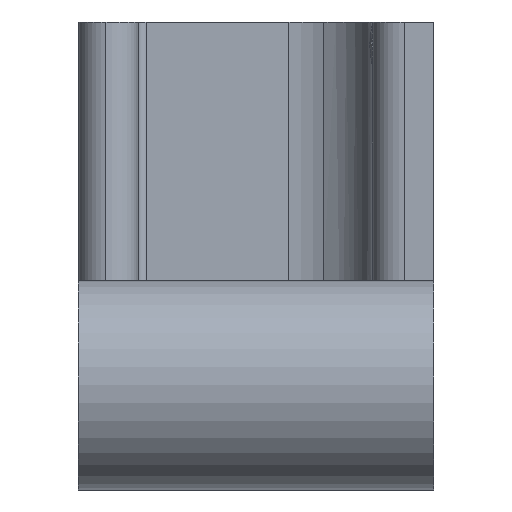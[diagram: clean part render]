
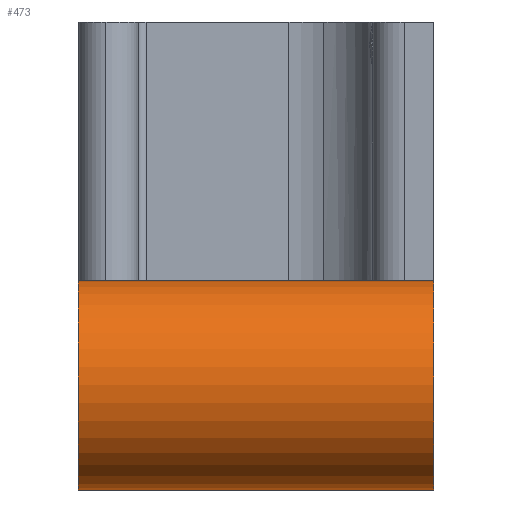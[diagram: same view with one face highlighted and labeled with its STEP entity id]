
A CAD part, left-side view. The second image highlights one B-rep face of the part: STEP entity #473.
In plain terms, the highlighted cylindrical face has radius 3.25 mm (diameter 6.5 mm), a partial arc.
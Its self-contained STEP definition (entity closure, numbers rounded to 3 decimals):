
#44=CIRCLE('',#533,3.25);
#45=CIRCLE('',#534,3.25);
#61=CYLINDRICAL_SURFACE('',#532,3.25);
#83=FACE_OUTER_BOUND('',#108,.T.);
#108=EDGE_LOOP('',(#418,#419,#420,#421));
#145=LINE('',#1050,#183);
#150=LINE('',#1069,#188);
#183=VECTOR('',#633,10.);
#188=VECTOR('',#652,10.);
#226=VERTEX_POINT('',#1047);
#227=VERTEX_POINT('',#1049);
#232=VERTEX_POINT('',#1065);
#234=VERTEX_POINT('',#1068);
#288=EDGE_CURVE('',#227,#226,#145,.T.);
#297=EDGE_CURVE('',#232,#234,#150,.T.);
#302=EDGE_CURVE('',#232,#227,#44,.T.);
#303=EDGE_CURVE('',#234,#226,#45,.T.);
#418=ORIENTED_EDGE('',*,*,#302,.T.);
#419=ORIENTED_EDGE('',*,*,#288,.T.);
#420=ORIENTED_EDGE('',*,*,#303,.F.);
#421=ORIENTED_EDGE('',*,*,#297,.F.);
#473=ADVANCED_FACE('',(#83),#61,.T.);
#532=AXIS2_PLACEMENT_3D('',#1076,#661,#662);
#533=AXIS2_PLACEMENT_3D('',#1077,#663,#664);
#534=AXIS2_PLACEMENT_3D('',#1078,#665,#666);
#633=DIRECTION('',(0.,1.,0.));
#652=DIRECTION('',(0.,1.,0.));
#661=DIRECTION('center_axis',(0.,1.,0.));
#662=DIRECTION('ref_axis',(-1.,0.,0.));
#663=DIRECTION('center_axis',(0.,1.,0.));
#664=DIRECTION('ref_axis',(1.,0.,0.));
#665=DIRECTION('center_axis',(0.,1.,0.));
#666=DIRECTION('ref_axis',(1.,0.,0.));
#1047=CARTESIAN_POINT('',(5.406,11.,-4.175));
#1049=CARTESIAN_POINT('',(5.406,0.,-4.175));
#1050=CARTESIAN_POINT('',(5.406,0.,-4.175));
#1065=CARTESIAN_POINT('',(5.406,0.,-10.675));
#1068=CARTESIAN_POINT('',(5.406,11.,-10.675));
#1069=CARTESIAN_POINT('',(5.406,0.,-10.675));
#1076=CARTESIAN_POINT('Origin',(5.406,0.,-7.425));
#1077=CARTESIAN_POINT('Origin',(5.406,0.,-7.425));
#1078=CARTESIAN_POINT('Origin',(5.406,11.,-7.425));
